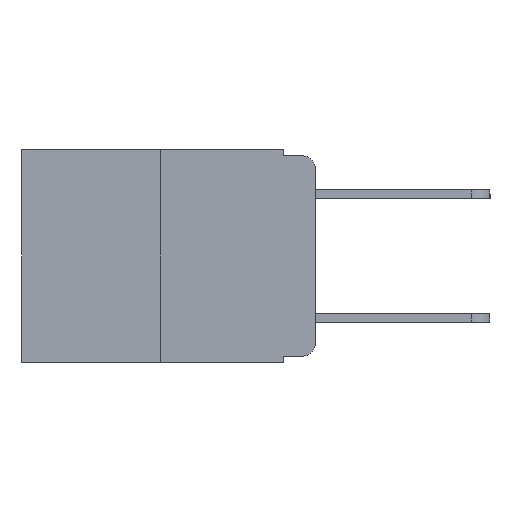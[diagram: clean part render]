
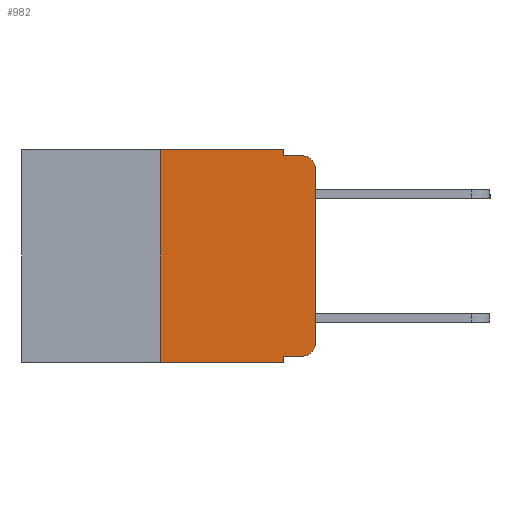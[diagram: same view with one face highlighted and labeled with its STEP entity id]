
A CAD part, left-side view. The second image highlights one B-rep face of the part: STEP entity #982.
In plain terms, the highlighted planar face has unit normal (-1, 0, 0).
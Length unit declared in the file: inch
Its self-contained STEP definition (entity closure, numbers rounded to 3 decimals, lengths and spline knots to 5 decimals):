
#13 = DIRECTION ( 'NONE',  ( 0., -1., 0. ) ) ;
#24 = ORIENTED_EDGE ( 'NONE', *, *, #8680, .F. ) ;
#107 = CARTESIAN_POINT ( 'NONE',  ( 0., 0.473, -0.343 ) ) ;
#232 = DIRECTION ( 'NONE',  ( 0., -1., 0. ) ) ;
#551 = CARTESIAN_POINT ( 'NONE',  ( 0., 0.02, -0.01 ) ) ;
#622 = AXIS2_PLACEMENT_3D ( 'NONE', #3020, #6367, #3864 ) ;
#624 = VECTOR ( 'NONE', #7332, 39.37008 ) ;
#651 = VECTOR ( 'NONE', #8520, 39.37008 ) ;
#747 = CARTESIAN_POINT ( 'NONE',  ( 0., 0.02, -0.313 ) ) ;
#781 = EDGE_CURVE ( 'NONE', #1471, #2173, #6714, .T. ) ;
#878 = LINE ( 'NONE', #2304, #624 ) ;
#982 = ADVANCED_FACE ( 'NONE', ( #2121 ), #8026, .F. ) ;
#1067 = VERTEX_POINT ( 'NONE', #7323 ) ;
#1379 = VECTOR ( 'NONE', #2664, 39.37008 ) ;
#1471 = VERTEX_POINT ( 'NONE', #9569 ) ;
#1570 = DIRECTION ( 'NONE',  ( 0., 0., -1. ) ) ;
#1579 = ORIENTED_EDGE ( 'NONE', *, *, #781, .F. ) ;
#1655 = CARTESIAN_POINT ( 'NONE',  ( 0., 0., -0.03 ) ) ;
#2121 = FACE_OUTER_BOUND ( 'NONE', #3186, .T. ) ;
#2138 = CIRCLE ( 'NONE', #3784, 0.02 ) ;
#2173 = VERTEX_POINT ( 'NONE', #551 ) ;
#2275 = LINE ( 'NONE', #7038, #8156 ) ;
#2304 = CARTESIAN_POINT ( 'NONE',  ( 0., 0., 0. ) ) ;
#2412 = ORIENTED_EDGE ( 'NONE', *, *, #6701, .T. ) ;
#2505 = EDGE_CURVE ( 'NONE', #5887, #7198, #3605, .T. ) ;
#2556 = DIRECTION ( 'NONE',  ( 0., -1., 0. ) ) ;
#2610 = CARTESIAN_POINT ( 'NONE',  ( 0., 0.25, -0.343 ) ) ;
#2664 = DIRECTION ( 'NONE',  ( 0., -1., 0. ) ) ;
#2719 = CARTESIAN_POINT ( 'NONE',  ( 0., 0.25, 0. ) ) ;
#3020 = CARTESIAN_POINT ( 'NONE',  ( 0., 0.473, 0. ) ) ;
#3186 = EDGE_LOOP ( 'NONE', ( #2412, #6612, #1579, #6256, #24, #10082, #10430, #7176, #9977, #8353 ) ) ;
#3430 = LINE ( 'NONE', #5070, #3968 ) ;
#3605 = LINE ( 'NONE', #107, #1379 ) ;
#3771 = DIRECTION ( 'NONE',  ( 0., 0., -1. ) ) ;
#3784 = AXIS2_PLACEMENT_3D ( 'NONE', #4010, #9853, #4841 ) ;
#3787 = CARTESIAN_POINT ( 'NONE',  ( 0., 0.051, -0.343 ) ) ;
#3831 = CARTESIAN_POINT ( 'NONE',  ( 0., 0.02, -0.333 ) ) ;
#3864 = DIRECTION ( 'NONE',  ( 0., 0., -1. ) ) ;
#3902 = CARTESIAN_POINT ( 'NONE',  ( 0., 0., -0.313 ) ) ;
#3968 = VECTOR ( 'NONE', #13, 39.37008 ) ;
#4010 = CARTESIAN_POINT ( 'NONE',  ( 0., 0.02, -0.03 ) ) ;
#4012 = EDGE_CURVE ( 'NONE', #5958, #7756, #4111, .T. ) ;
#4111 = LINE ( 'NONE', #6727, #8293 ) ;
#4249 = EDGE_CURVE ( 'NONE', #5958, #7198, #2275, .T. ) ;
#4604 = CARTESIAN_POINT ( 'NONE',  ( 0., 0.051, 0. ) ) ;
#4841 = DIRECTION ( 'NONE',  ( 0., 0., -1. ) ) ;
#4849 = EDGE_CURVE ( 'NONE', #1067, #1471, #10449, .T. ) ;
#5070 = CARTESIAN_POINT ( 'NONE',  ( 0., 0.473, 0. ) ) ;
#5803 = VERTEX_POINT ( 'NONE', #1655 ) ;
#5887 = VERTEX_POINT ( 'NONE', #2610 ) ;
#5958 = VERTEX_POINT ( 'NONE', #8567 ) ;
#6016 = VECTOR ( 'NONE', #3771, 39.37008 ) ;
#6023 = CARTESIAN_POINT ( 'NONE',  ( 0., 0.25, 0. ) ) ;
#6256 = ORIENTED_EDGE ( 'NONE', *, *, #4849, .F. ) ;
#6367 = DIRECTION ( 'NONE',  ( 1., 0., 0. ) ) ;
#6599 = DIRECTION ( 'NONE',  ( -1., 0., 0. ) ) ;
#6612 = ORIENTED_EDGE ( 'NONE', *, *, #8503, .T. ) ;
#6701 = EDGE_CURVE ( 'NONE', #7270, #5803, #878, .T. ) ;
#6714 = LINE ( 'NONE', #10211, #10625 ) ;
#6727 = CARTESIAN_POINT ( 'NONE',  ( 0., 0.051, -0.333 ) ) ;
#7038 = CARTESIAN_POINT ( 'NONE',  ( 0., 0.051, 0. ) ) ;
#7090 = LINE ( 'NONE', #6023, #651 ) ;
#7176 = ORIENTED_EDGE ( 'NONE', *, *, #4249, .F. ) ;
#7198 = VERTEX_POINT ( 'NONE', #3787 ) ;
#7270 = VERTEX_POINT ( 'NONE', #3902 ) ;
#7323 = CARTESIAN_POINT ( 'NONE',  ( 0., 0.051, 0. ) ) ;
#7332 = DIRECTION ( 'NONE',  ( 0., 0., 1. ) ) ;
#7657 = VERTEX_POINT ( 'NONE', #2719 ) ;
#7756 = VERTEX_POINT ( 'NONE', #3831 ) ;
#7991 = AXIS2_PLACEMENT_3D ( 'NONE', #747, #6599, #1570 ) ;
#8026 = PLANE ( 'NONE',  #622 ) ;
#8156 = VECTOR ( 'NONE', #10358, 39.37008 ) ;
#8293 = VECTOR ( 'NONE', #2556, 39.37008 ) ;
#8353 = ORIENTED_EDGE ( 'NONE', *, *, #9758, .T. ) ;
#8503 = EDGE_CURVE ( 'NONE', #5803, #2173, #2138, .T. ) ;
#8520 = DIRECTION ( 'NONE',  ( 0., 0., 1. ) ) ;
#8567 = CARTESIAN_POINT ( 'NONE',  ( 0., 0.051, -0.333 ) ) ;
#8680 = EDGE_CURVE ( 'NONE', #7657, #1067, #3430, .T. ) ;
#9569 = CARTESIAN_POINT ( 'NONE',  ( 0., 0.051, -0.01 ) ) ;
#9758 = EDGE_CURVE ( 'NONE', #7756, #7270, #10471, .T. ) ;
#9853 = DIRECTION ( 'NONE',  ( -1., 0., 0. ) ) ;
#9977 = ORIENTED_EDGE ( 'NONE', *, *, #4012, .T. ) ;
#10082 = ORIENTED_EDGE ( 'NONE', *, *, #10466, .F. ) ;
#10211 = CARTESIAN_POINT ( 'NONE',  ( 0., 0.051, -0.01 ) ) ;
#10358 = DIRECTION ( 'NONE',  ( 0., 0., -1. ) ) ;
#10430 = ORIENTED_EDGE ( 'NONE', *, *, #2505, .T. ) ;
#10449 = LINE ( 'NONE', #4604, #6016 ) ;
#10466 = EDGE_CURVE ( 'NONE', #5887, #7657, #7090, .T. ) ;
#10471 = CIRCLE ( 'NONE', #7991, 0.02 ) ;
#10625 = VECTOR ( 'NONE', #232, 39.37008 ) ;
